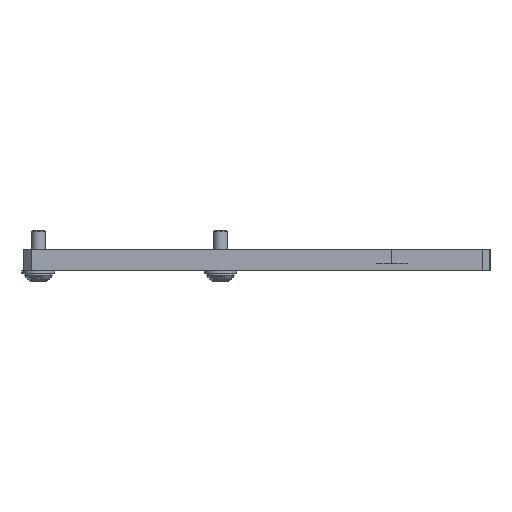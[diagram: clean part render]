
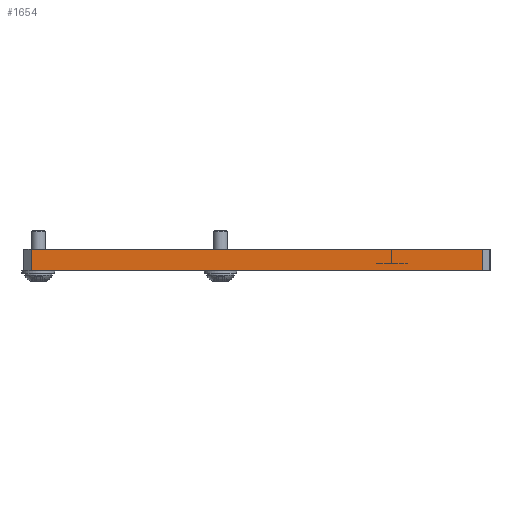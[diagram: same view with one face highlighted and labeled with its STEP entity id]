
A CAD part, left-side view. The second image highlights one B-rep face of the part: STEP entity #1654.
In plain terms, the highlighted planar face has unit normal (-1, 0, 0).
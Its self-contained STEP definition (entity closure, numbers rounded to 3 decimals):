
#115 = VERTEX_POINT ( 'NONE', #2307 ) ;
#187 = DIRECTION ( 'NONE',  ( 0., 0., 1. ) ) ;
#262 = VERTEX_POINT ( 'NONE', #2158 ) ;
#292 = VECTOR ( 'NONE', #914, 1000. ) ;
#334 = VECTOR ( 'NONE', #1280, 1000. ) ;
#414 = LINE ( 'NONE', #1601, #1122 ) ;
#495 = CARTESIAN_POINT ( 'NONE',  ( -303., 64., -3. ) ) ;
#731 = CARTESIAN_POINT ( 'NONE',  ( -303., 62., 3. ) ) ;
#733 = CARTESIAN_POINT ( 'NONE',  ( -303., 64., 3. ) ) ;
#851 = ORIENTED_EDGE ( 'NONE', *, *, #1234, .F. ) ;
#882 = LINE ( 'NONE', #495, #334 ) ;
#914 = DIRECTION ( 'NONE',  ( 0., 0., -1. ) ) ;
#932 = EDGE_CURVE ( 'NONE', #115, #2191, #882, .T. ) ;
#1005 = EDGE_CURVE ( 'NONE', #262, #115, #2300, .T. ) ;
#1122 = VECTOR ( 'NONE', #187, 1000. ) ;
#1206 = CARTESIAN_POINT ( 'NONE',  ( -303., 64., 3. ) ) ;
#1234 = EDGE_CURVE ( 'NONE', #262, #1573, #1622, .T. ) ;
#1280 = DIRECTION ( 'NONE',  ( 0., -1., 0. ) ) ;
#1310 = EDGE_LOOP ( 'NONE', ( #2448, #1966, #851, #2495 ) ) ;
#1404 = VECTOR ( 'NONE', #2417, 1000. ) ;
#1573 = VERTEX_POINT ( 'NONE', #2494 ) ;
#1601 = CARTESIAN_POINT ( 'NONE',  ( -303., -62., 3. ) ) ;
#1622 = LINE ( 'NONE', #1206, #1404 ) ;
#1654 = ADVANCED_FACE ( 'NONE', ( #1772 ), #2153, .F. ) ;
#1674 = CARTESIAN_POINT ( 'NONE',  ( -303., -62., -3. ) ) ;
#1772 = FACE_OUTER_BOUND ( 'NONE', #1310, .T. ) ;
#1956 = DIRECTION ( 'NONE',  ( 0., 0., -1. ) ) ;
#1966 = ORIENTED_EDGE ( 'NONE', *, *, #2523, .T. ) ;
#2142 = DIRECTION ( 'NONE',  ( 1., 0., 0. ) ) ;
#2153 = PLANE ( 'NONE',  #2326 ) ;
#2158 = CARTESIAN_POINT ( 'NONE',  ( -303., 62., 3. ) ) ;
#2191 = VERTEX_POINT ( 'NONE', #1674 ) ;
#2300 = LINE ( 'NONE', #731, #292 ) ;
#2307 = CARTESIAN_POINT ( 'NONE',  ( -303., 62., -3. ) ) ;
#2326 = AXIS2_PLACEMENT_3D ( 'NONE', #733, #2142, #1956 ) ;
#2417 = DIRECTION ( 'NONE',  ( 0., -1., 0. ) ) ;
#2448 = ORIENTED_EDGE ( 'NONE', *, *, #932, .T. ) ;
#2494 = CARTESIAN_POINT ( 'NONE',  ( -303., -62., 3. ) ) ;
#2495 = ORIENTED_EDGE ( 'NONE', *, *, #1005, .T. ) ;
#2523 = EDGE_CURVE ( 'NONE', #2191, #1573, #414, .T. ) ;
